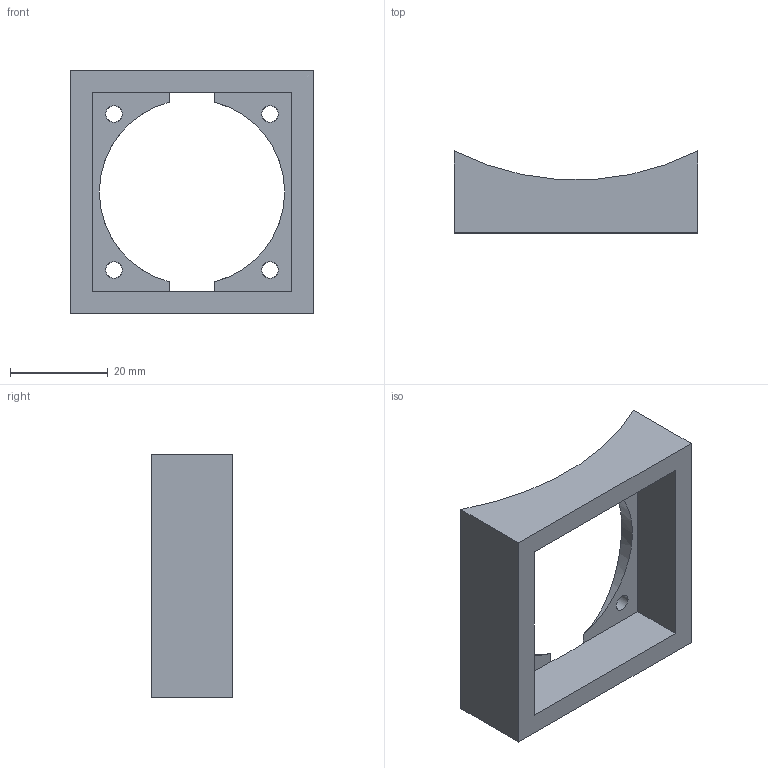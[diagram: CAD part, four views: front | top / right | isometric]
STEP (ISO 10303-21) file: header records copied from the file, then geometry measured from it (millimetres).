
FILE_DESCRIPTION(('FreeCAD Model'),'2;1');
FILE_NAME('Art4BodyFan.step', '2017-01-10T08:56:12',('Author'),(''), 'Open CASCADE STEP processor 6.8','FreeCAD','Unknown');
FILE_SCHEMA(('AUTOMOTIVE_DESIGN_CC2 { 1 2 10303 214 -1 1 5 4 }'));
Length unit declared in the file: millimetre
Products named in the file (2): ASSEMBLY; Art4BodyFan
Assembly tree (1 placements, depth 2):
  ASSEMBLY
    Art4BodyFan
Bounding box: 50 x 16.79 x 50 mm (x, y, z)
Volume: 12594.2 mm3; surface area: 7697.4 mm2
Topology: 1 solids, 1 shells, 18 faces, 55 edges, 39 vertices
Faces by surface type: plane 11, cylinder 7
Full cylindrical faces by diameter (mm): 3.4 x4
Entity records: 6275 total; most frequent: CARTESIAN_POINT 5208, DIRECTION 163, ORIENTED_EDGE 110, PCURVE 110, DEFINITIONAL_REPRESENTATION 110, LINE 93, VECTOR 93, EDGE_CURVE 55
